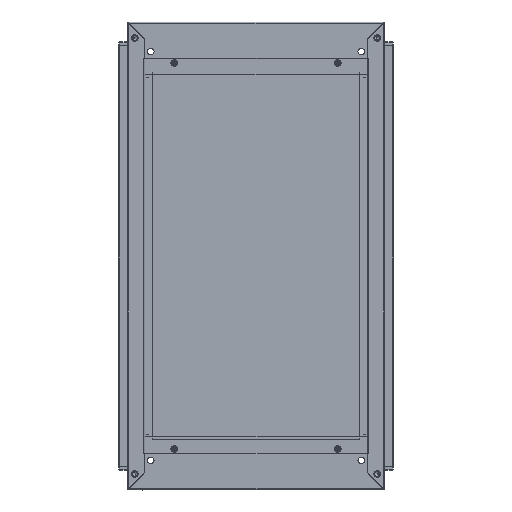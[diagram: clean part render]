
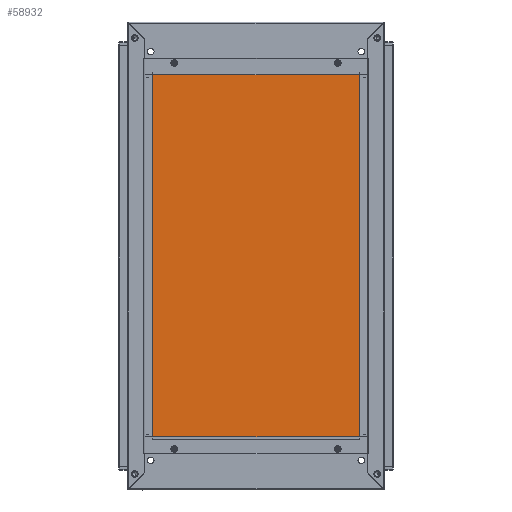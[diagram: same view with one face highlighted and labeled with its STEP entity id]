
A CAD part, top view. The second image highlights one B-rep face of the part: STEP entity #58932.
In plain terms, the highlighted planar face has unit normal (0, 0, 1).
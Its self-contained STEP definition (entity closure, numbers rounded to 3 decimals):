
#1478 = EDGE_LOOP ( 'NONE', ( #65355, #65356, #65357, #65358 ) ) ;
#2934 = EDGE_CURVE ( 'NONE', #47461, #47462, #66439, .T. ) ;
#2942 = EDGE_CURVE ( 'NONE', #47465, #47461, #66454, .T. ) ;
#2945 = EDGE_CURVE ( 'NONE', #47467, #47465, #66459, .T. ) ;
#2948 = EDGE_CURVE ( 'NONE', #47462, #47467, #66446, .T. ) ;
#6824 = AXIS2_PLACEMENT_3D ( 'NONE', #8552, #8562, #8563 ) ;
#7496 = FACE_OUTER_BOUND ( 'NONE', #1478, .T. ) ;
#8552 = CARTESIAN_POINT ( 'NONE',  ( -400., -240., 0. ) ) ;
#8557 = PLANE ( 'NONE',  #6824 ) ;
#8562 = DIRECTION ( 'NONE',  ( 0., 0., 1. ) ) ;
#8563 = DIRECTION ( 'NONE',  ( 1., 0., 0. ) ) ;
#41211 = CARTESIAN_POINT ( 'NONE',  ( -400., 240., 0. ) ) ;
#41212 = CARTESIAN_POINT ( 'NONE',  ( -400., -240., 0. ) ) ;
#41215 = CARTESIAN_POINT ( 'NONE',  ( 400., 240., 0. ) ) ;
#41217 = CARTESIAN_POINT ( 'NONE',  ( 400., -240., 0. ) ) ;
#47461 = VERTEX_POINT ( 'NONE', #41211 ) ;
#47462 = VERTEX_POINT ( 'NONE', #41212 ) ;
#47465 = VERTEX_POINT ( 'NONE', #41215 ) ;
#47467 = VERTEX_POINT ( 'NONE', #41217 ) ;
#49853 = CARTESIAN_POINT ( 'NONE',  ( -400., 240., 0. ) ) ;
#49854 = DIRECTION ( 'NONE',  ( 0., -1., 0. ) ) ;
#49870 = CARTESIAN_POINT ( 'NONE',  ( -400., 240., 0. ) ) ;
#49871 = DIRECTION ( 'NONE',  ( -1., 0., 0. ) ) ;
#49877 = CARTESIAN_POINT ( 'NONE',  ( 400., 240., 0. ) ) ;
#49878 = DIRECTION ( 'NONE',  ( 0., 1., 0. ) ) ;
#49881 = CARTESIAN_POINT ( 'NONE',  ( -400., -240., 0. ) ) ;
#49884 = DIRECTION ( 'NONE',  ( 1., 0., 0. ) ) ;
#58932 = ADVANCED_FACE ( 'NONE', ( #7496 ), #8557, .T. ) ;
#65355 = ORIENTED_EDGE ( 'NONE', *, *, #2934, .T. ) ;
#65356 = ORIENTED_EDGE ( 'NONE', *, *, #2948, .T. ) ;
#65357 = ORIENTED_EDGE ( 'NONE', *, *, #2945, .T. ) ;
#65358 = ORIENTED_EDGE ( 'NONE', *, *, #2942, .T. ) ;
#66439 = LINE ( 'NONE', #49853, #66440 ) ;
#66440 = VECTOR ( 'NONE', #49854, 1000. ) ;
#66446 = LINE ( 'NONE', #49881, #66464 ) ;
#66454 = LINE ( 'NONE', #49870, #66455 ) ;
#66455 = VECTOR ( 'NONE', #49871, 1000. ) ;
#66459 = LINE ( 'NONE', #49877, #66460 ) ;
#66460 = VECTOR ( 'NONE', #49878, 1000. ) ;
#66464 = VECTOR ( 'NONE', #49884, 1000. ) ;
